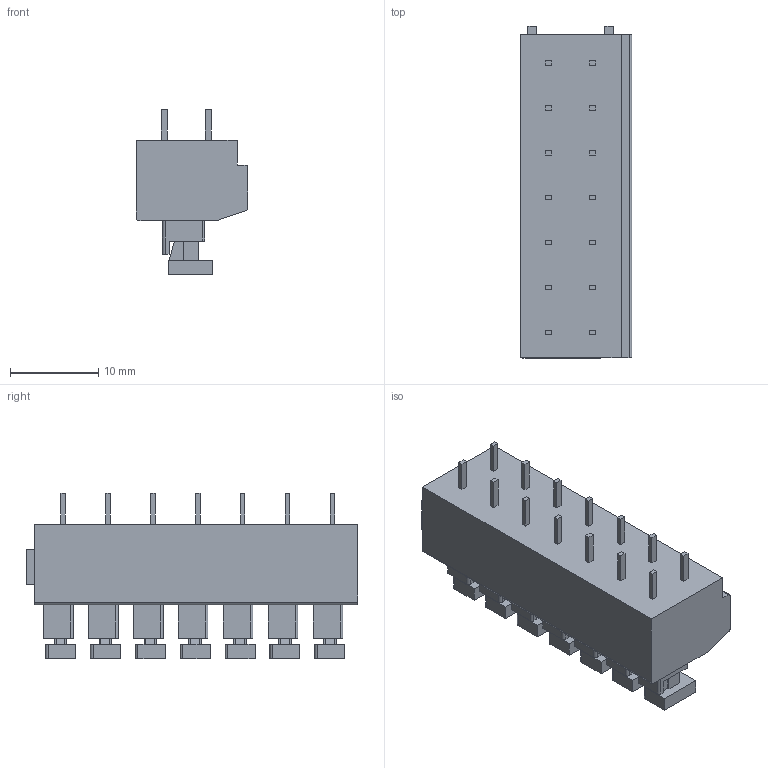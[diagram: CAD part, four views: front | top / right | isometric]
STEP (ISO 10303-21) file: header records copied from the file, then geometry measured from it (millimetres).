
FILE_DESCRIPTION((''),'2;1');
FILE_NAME('TLM-301R','2024-10-09T10:49:23',('tluser'),(''),'CREO PARAMETRIC BY PTC INC, 2018100','CREO PARAMETRIC BY PTC INC, 2018100','');
FILE_SCHEMA(('CONFIG_CONTROL_DESIGN'));
Length unit declared in the file: millimetre
Products named in the file (1): TLM-301R
Bounding box: 12.6 x 37.56 x 18.7 mm (x, y, z)
Volume: 4305.2 mm3; surface area: 2992.5 mm2
Topology: 1 solids, 1 shells, 358 faces, 908 edges, 596 vertices
Faces by surface type: plane 299, cylinder 45, cone 14
Entity records: 10804 total; most frequent: CARTESIAN_POINT 2100, ORIENTED_EDGE 1816, DIRECTION 1686, EDGE_CURVE 908, VECTOR 762, LINE 762, VERTEX_POINT 596, AXIS2_PLACEMENT_3D 462
